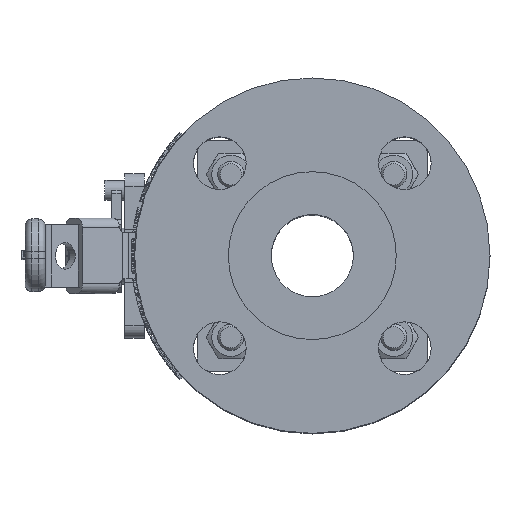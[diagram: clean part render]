
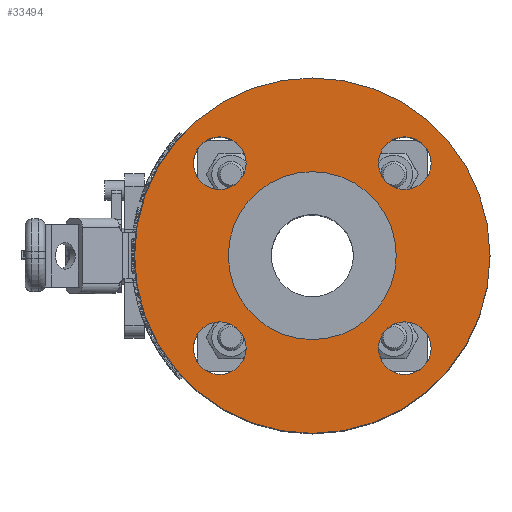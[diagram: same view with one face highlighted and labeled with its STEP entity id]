
A CAD part, top view. The second image highlights one B-rep face of the part: STEP entity #33494.
In plain terms, the highlighted planar face has unit normal (0, 0, 1).
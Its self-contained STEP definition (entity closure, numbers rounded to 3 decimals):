
#6250=PLANE('',#35075);
#8449=FACE_BOUND('',#11661,.T.);
#8450=FACE_BOUND('',#11662,.T.);
#8451=FACE_BOUND('',#11663,.T.);
#8452=FACE_BOUND('',#11664,.T.);
#8453=FACE_BOUND('',#11665,.T.);
#9747=FACE_OUTER_BOUND('',#11660,.T.);
#11660=EDGE_LOOP('',(#27345));
#11661=EDGE_LOOP('',(#27346));
#11662=EDGE_LOOP('',(#27347));
#11663=EDGE_LOOP('',(#27348));
#11664=EDGE_LOOP('',(#27349));
#11665=EDGE_LOOP('',(#27350));
#12711=CIRCLE('',#35047,54.);
#12714=CIRCLE('',#35064,8.);
#12716=CIRCLE('',#35067,8.);
#12718=CIRCLE('',#35070,8.);
#12720=CIRCLE('',#35073,8.);
#12722=CIRCLE('',#35076,25.5);
#15144=VERTEX_POINT('',#61596);
#15147=VERTEX_POINT('',#61616);
#15149=VERTEX_POINT('',#61621);
#15151=VERTEX_POINT('',#61626);
#15153=VERTEX_POINT('',#61631);
#15155=VERTEX_POINT('',#61636);
#19401=EDGE_CURVE('',#15144,#15144,#12711,.T.);
#19404=EDGE_CURVE('',#15147,#15147,#12714,.T.);
#19406=EDGE_CURVE('',#15149,#15149,#12716,.T.);
#19408=EDGE_CURVE('',#15151,#15151,#12718,.T.);
#19410=EDGE_CURVE('',#15153,#15153,#12720,.T.);
#19412=EDGE_CURVE('',#15155,#15155,#12722,.T.);
#27345=ORIENTED_EDGE('',*,*,#19401,.F.);
#27346=ORIENTED_EDGE('',*,*,#19404,.T.);
#27347=ORIENTED_EDGE('',*,*,#19406,.T.);
#27348=ORIENTED_EDGE('',*,*,#19408,.T.);
#27349=ORIENTED_EDGE('',*,*,#19410,.T.);
#27350=ORIENTED_EDGE('',*,*,#19412,.F.);
#33494=ADVANCED_FACE('',(#9747,#8449,#8450,#8451,#8452,#8453),#6250,.T.);
#35047=AXIS2_PLACEMENT_3D('',#61597,#39225,#39226);
#35064=AXIS2_PLACEMENT_3D('',#61617,#39259,#39260);
#35067=AXIS2_PLACEMENT_3D('',#61622,#39265,#39266);
#35070=AXIS2_PLACEMENT_3D('',#61627,#39271,#39272);
#35073=AXIS2_PLACEMENT_3D('',#61632,#39277,#39278);
#35075=AXIS2_PLACEMENT_3D('',#61635,#39281,#39282);
#35076=AXIS2_PLACEMENT_3D('',#61637,#39283,#39284);
#39225=DIRECTION('center_axis',(0.,0.,-1.));
#39226=DIRECTION('ref_axis',(-1.,0.,0.));
#39259=DIRECTION('center_axis',(0.,0.,-1.));
#39260=DIRECTION('ref_axis',(0.,-1.,0.));
#39265=DIRECTION('center_axis',(0.,0.,-1.));
#39266=DIRECTION('ref_axis',(-1.,0.,0.));
#39271=DIRECTION('center_axis',(0.,0.,-1.));
#39272=DIRECTION('ref_axis',(0.,1.,0.));
#39277=DIRECTION('center_axis',(0.,0.,-1.));
#39278=DIRECTION('ref_axis',(1.,0.,0.));
#39281=DIRECTION('center_axis',(0.,0.,1.));
#39282=DIRECTION('ref_axis',(1.,0.,0.));
#39283=DIRECTION('center_axis',(0.,0.,1.));
#39284=DIRECTION('ref_axis',(-1.,0.,0.));
#61596=CARTESIAN_POINT('',(54.,0.,125.4));
#61597=CARTESIAN_POINT('Origin',(0.,0.,125.4));
#61616=CARTESIAN_POINT('',(28.107,-20.107,125.4));
#61617=CARTESIAN_POINT('Origin',(28.107,-28.107,125.4));
#61621=CARTESIAN_POINT('',(-20.107,-28.107,125.4));
#61622=CARTESIAN_POINT('Origin',(-28.107,-28.107,125.4));
#61626=CARTESIAN_POINT('',(-28.107,20.107,125.4));
#61627=CARTESIAN_POINT('Origin',(-28.107,28.107,125.4));
#61631=CARTESIAN_POINT('',(20.107,28.107,125.4));
#61632=CARTESIAN_POINT('Origin',(28.107,28.107,125.4));
#61635=CARTESIAN_POINT('Origin',(0.,0.,125.4));
#61636=CARTESIAN_POINT('',(25.5,0.,125.4));
#61637=CARTESIAN_POINT('Origin',(0.,0.,125.4));
